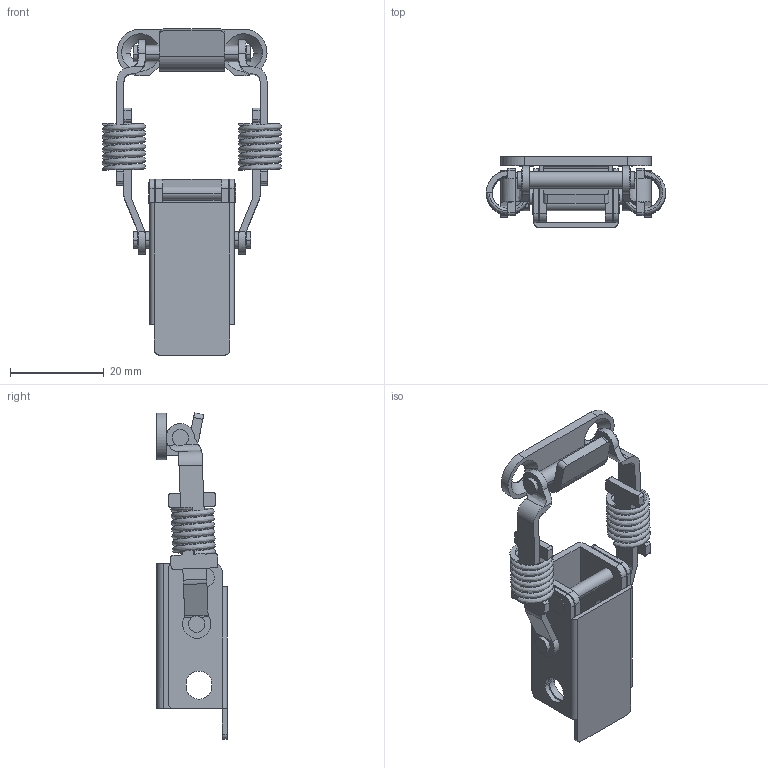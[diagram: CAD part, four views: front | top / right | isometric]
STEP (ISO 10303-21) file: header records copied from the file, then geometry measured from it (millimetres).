
FILE_DESCRIPTION((''),'2;1');
FILE_NAME('','2006-10-06T18:31:22',(''),(''),'','CADfix','');
FILE_SCHEMA(('AUTOMOTIVE_DESIGN'));
Length unit declared in the file: millimetre
Products named in the file (11): spring; shaft_A; arm_A_mr; shaft_B; lever; keeper; base; arm_C; arm_B; arm_A; TL_351_001_14529_36
Assembly tree (12 placements, depth 2):
  TL_351_001_14529_36
    spring  x2
    shaft_A  x2
    arm_A_mr
    shaft_B
    lever
    keeper
    base
    arm_C
    arm_B
    arm_A
Bounding box: 38.2 x 15 x 69.52 mm (x, y, z)
Volume: 5558 mm3; surface area: 10258.6 mm2
Topology: 12 solids, 12 shells, 271 faces, 815 edges, 575 vertices
Faces by surface type: bspline 271
Entity records: 11008 total; most frequent: CARTESIAN_POINT 6560, ORIENTED_EDGE 1498, EDGE_CURVE 749, VERTEX_POINT 524, QUASI_UNIFORM_CURVE 390, EDGE_LOOP 287, FACE_OUTER_BOUND 248, ADVANCED_FACE 248
